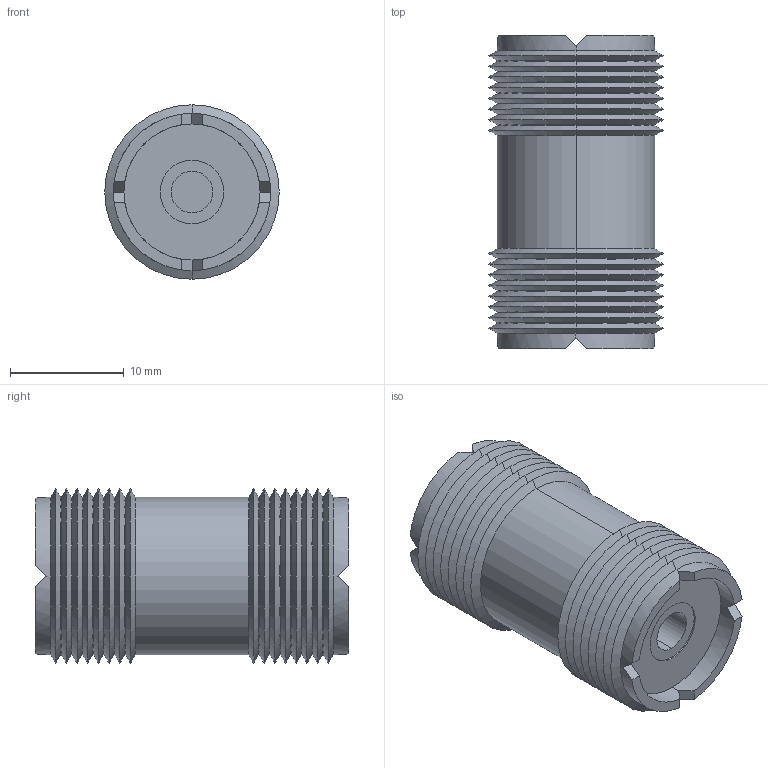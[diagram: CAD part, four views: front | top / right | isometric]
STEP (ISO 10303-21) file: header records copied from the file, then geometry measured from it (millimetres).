
FILE_DESCRIPTION (( 'STEP AP203' ), '1' );
FILE_NAME ('BA170.STEP', '2006-06-30T19:24:34', ( ' ' ), ( ' ' ), 'SwSTEP 2.0', 'SolidWorks 2005354', '' );
FILE_SCHEMA (( 'CONFIG_CONTROL_DESIGN' ));
Length unit declared in the file: inch
Products named in the file (1): BA170
Bounding box: 15.34 x 27.58 x 15.34 mm (x, y, z)
Volume: 3831.6 mm3; surface area: 2452.3 mm2
Topology: 1 solids, 1 shells, 140 faces, 298 edges, 164 vertices
Faces by surface type: cone 64, cylinder 46, plane 30
Entity records: 3761 total; most frequent: CARTESIAN_POINT 699, DIRECTION 680, ORIENTED_EDGE 596, EDGE_CURVE 298, AXIS2_PLACEMENT_3D 273, VERTEX_POINT 164, EDGE_LOOP 144, ADVANCED_FACE 140
